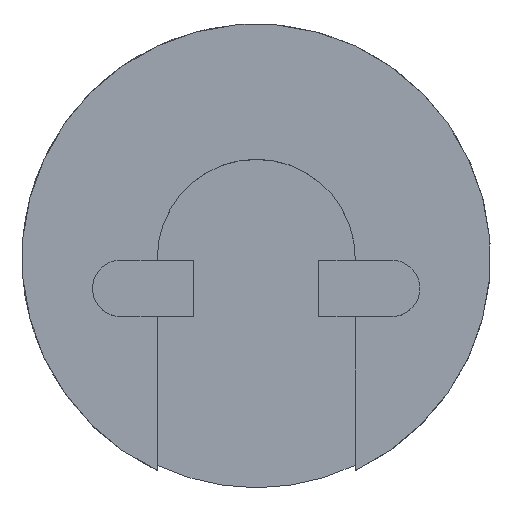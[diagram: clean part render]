
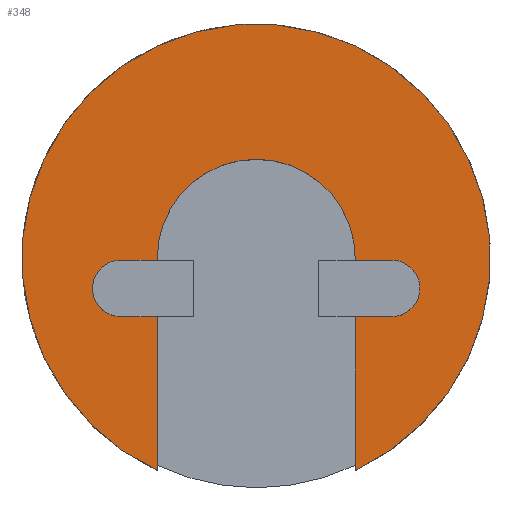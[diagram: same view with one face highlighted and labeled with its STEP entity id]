
A CAD part, top view. The second image highlights one B-rep face of the part: STEP entity #348.
In plain terms, the highlighted planar face has unit normal (0, 0, 1).
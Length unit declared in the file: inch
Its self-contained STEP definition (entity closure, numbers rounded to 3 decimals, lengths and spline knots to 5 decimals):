
#22=FACE_OUTER_BOUND('',#42,.T.);
#42=EDGE_LOOP('',(#231,#232,#233,#234,#235,#236,#237,#238,#239,#240,#241,
#242));
#62=LINE('',#525,#98);
#63=LINE('',#527,#99);
#64=LINE('',#531,#100);
#65=LINE('',#533,#101);
#66=LINE('',#537,#102);
#67=LINE('',#539,#103);
#68=LINE('',#543,#104);
#69=LINE('',#544,#105);
#98=VECTOR('',#421,0.035);
#99=VECTOR('',#422,0.14759);
#100=VECTOR('',#425,0.14759);
#101=VECTOR('',#426,0.035);
#102=VECTOR('',#429,0.035);
#103=VECTOR('',#430,0.00208);
#104=VECTOR('',#433,0.00208);
#105=VECTOR('',#434,0.035);
#134=CIRCLE('',#383,0.027);
#135=CIRCLE('',#384,0.22473);
#136=CIRCLE('',#385,0.027);
#137=CIRCLE('',#386,0.095);
#147=VERTEX_POINT('',#521);
#148=VERTEX_POINT('',#522);
#149=VERTEX_POINT('',#524);
#150=VERTEX_POINT('',#526);
#151=VERTEX_POINT('',#528);
#152=VERTEX_POINT('',#530);
#153=VERTEX_POINT('',#532);
#154=VERTEX_POINT('',#534);
#155=VERTEX_POINT('',#536);
#156=VERTEX_POINT('',#538);
#157=VERTEX_POINT('',#540);
#158=VERTEX_POINT('',#542);
#180=EDGE_CURVE('',#147,#148,#134,.T.);
#181=EDGE_CURVE('',#149,#147,#62,.T.);
#182=EDGE_CURVE('',#150,#149,#63,.T.);
#183=EDGE_CURVE('',#150,#151,#135,.T.);
#184=EDGE_CURVE('',#151,#152,#64,.T.);
#185=EDGE_CURVE('',#153,#152,#65,.T.);
#186=EDGE_CURVE('',#154,#153,#136,.T.);
#187=EDGE_CURVE('',#155,#154,#66,.T.);
#188=EDGE_CURVE('',#155,#156,#67,.T.);
#189=EDGE_CURVE('',#157,#156,#137,.T.);
#190=EDGE_CURVE('',#158,#157,#68,.T.);
#191=EDGE_CURVE('',#148,#158,#69,.T.);
#231=ORIENTED_EDGE('',*,*,#180,.F.);
#232=ORIENTED_EDGE('',*,*,#181,.F.);
#233=ORIENTED_EDGE('',*,*,#182,.F.);
#234=ORIENTED_EDGE('',*,*,#183,.T.);
#235=ORIENTED_EDGE('',*,*,#184,.T.);
#236=ORIENTED_EDGE('',*,*,#185,.F.);
#237=ORIENTED_EDGE('',*,*,#186,.F.);
#238=ORIENTED_EDGE('',*,*,#187,.F.);
#239=ORIENTED_EDGE('',*,*,#188,.T.);
#240=ORIENTED_EDGE('',*,*,#189,.F.);
#241=ORIENTED_EDGE('',*,*,#190,.F.);
#242=ORIENTED_EDGE('',*,*,#191,.F.);
#333=PLANE('',#382);
#348=ADVANCED_FACE('',(#22),#333,.T.);
#382=AXIS2_PLACEMENT_3D('',#520,#417,#418);
#383=AXIS2_PLACEMENT_3D('',#523,#419,#420);
#384=AXIS2_PLACEMENT_3D('',#529,#423,#424);
#385=AXIS2_PLACEMENT_3D('',#535,#427,#428);
#386=AXIS2_PLACEMENT_3D('',#541,#431,#432);
#417=DIRECTION('center_axis',(0.,0.,1.));
#418=DIRECTION('ref_axis',(1.,0.,0.));
#419=DIRECTION('center_axis',(0.,0.,1.));
#420=DIRECTION('ref_axis',(1.,0.,0.));
#421=DIRECTION('',(1.,0.,0.));
#422=DIRECTION('',(0.,1.,0.));
#423=DIRECTION('center_axis',(0.,0.,1.));
#424=DIRECTION('ref_axis',(1.,0.,0.));
#425=DIRECTION('',(0.,1.,0.));
#426=DIRECTION('',(1.,0.,0.));
#427=DIRECTION('center_axis',(0.,0.,1.));
#428=DIRECTION('ref_axis',(1.,0.,0.));
#429=DIRECTION('',(-1.,0.,0.));
#430=DIRECTION('',(0.,1.,0.));
#431=DIRECTION('center_axis',(0.,0.,1.));
#432=DIRECTION('ref_axis',(1.,0.,0.));
#433=DIRECTION('',(0.,1.,0.));
#434=DIRECTION('',(-1.,0.,0.));
#520=CARTESIAN_POINT('Origin',(0.02105,0.03684,0.1));
#521=CARTESIAN_POINT('',(0.15105,-0.01924,0.1));
#522=CARTESIAN_POINT('',(0.15105,0.03476,0.1));
#523=CARTESIAN_POINT('Origin',(0.15105,0.00776,0.1));
#524=CARTESIAN_POINT('',(0.11605,-0.01924,0.1));
#525=CARTESIAN_POINT('',(0.11605,-0.01924,0.1));
#526=CARTESIAN_POINT('',(0.11605,-0.16683,0.1));
#527=CARTESIAN_POINT('',(0.11605,-0.16683,0.1));
#528=CARTESIAN_POINT('',(-0.07395,-0.16683,0.1));
#529=CARTESIAN_POINT('Origin',(0.02105,0.03684,0.1));
#530=CARTESIAN_POINT('',(-0.07395,-0.01924,0.1));
#531=CARTESIAN_POINT('',(-0.07395,-0.16683,0.1));
#532=CARTESIAN_POINT('',(-0.10895,-0.01924,0.1));
#533=CARTESIAN_POINT('',(-0.10895,-0.01924,0.1));
#534=CARTESIAN_POINT('',(-0.10895,0.03476,0.1));
#535=CARTESIAN_POINT('Origin',(-0.10895,0.00776,0.1));
#536=CARTESIAN_POINT('',(-0.07395,0.03476,0.1));
#537=CARTESIAN_POINT('',(-0.07395,0.03476,0.1));
#538=CARTESIAN_POINT('',(-0.07395,0.03684,0.1));
#539=CARTESIAN_POINT('',(-0.07395,0.03476,0.1));
#540=CARTESIAN_POINT('',(0.11605,0.03684,0.1));
#541=CARTESIAN_POINT('Origin',(0.02105,0.03684,0.1));
#542=CARTESIAN_POINT('',(0.11605,0.03476,0.1));
#543=CARTESIAN_POINT('',(0.11605,0.03476,0.1));
#544=CARTESIAN_POINT('',(0.15105,0.03476,0.1));
